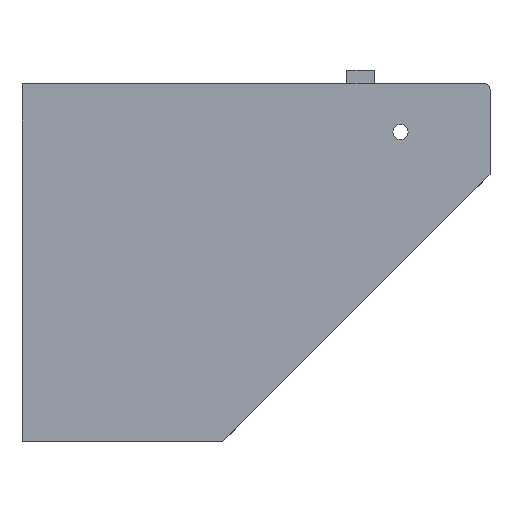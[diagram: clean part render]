
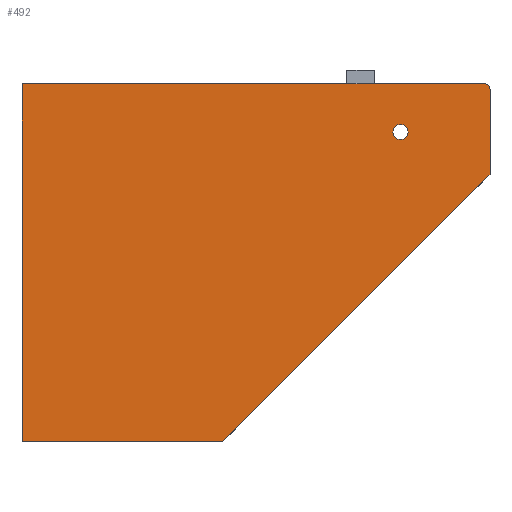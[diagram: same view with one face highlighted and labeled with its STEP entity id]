
A CAD part, top view. The second image highlights one B-rep face of the part: STEP entity #492.
In plain terms, the highlighted planar face has unit normal (0, 0, 1).
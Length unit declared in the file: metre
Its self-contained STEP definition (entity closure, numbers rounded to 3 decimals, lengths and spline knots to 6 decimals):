
#24=CIRCLE('',#532,0.002);
#29=CIRCLE('',#541,0.00275);
#92=ORIENTED_EDGE('',*,*,#195,.F.);
#93=ORIENTED_EDGE('',*,*,#211,.F.);
#94=ORIENTED_EDGE('',*,*,#205,.F.);
#95=ORIENTED_EDGE('',*,*,#198,.F.);
#96=ORIENTED_EDGE('',*,*,#196,.F.);
#97=ORIENTED_EDGE('',*,*,#172,.T.);
#98=ORIENTED_EDGE('',*,*,#213,.T.);
#99=ORIENTED_EDGE('',*,*,#168,.T.);
#100=ORIENTED_EDGE('',*,*,#212,.T.);
#168=EDGE_CURVE('',#235,#236,#280,.T.);
#172=EDGE_CURVE('',#240,#239,#284,.T.);
#195=EDGE_CURVE('',#258,#236,#303,.T.);
#196=EDGE_CURVE('',#240,#259,#24,.T.);
#198=EDGE_CURVE('',#259,#260,#304,.T.);
#205=EDGE_CURVE('',#260,#263,#309,.T.);
#211=EDGE_CURVE('',#263,#258,#313,.T.);
#212=EDGE_CURVE('',#270,#270,#29,.T.);
#213=EDGE_CURVE('',#239,#235,#314,.T.);
#235=VERTEX_POINT('',#705);
#236=VERTEX_POINT('',#706);
#239=VERTEX_POINT('',#712);
#240=VERTEX_POINT('',#714);
#258=VERTEX_POINT('',#757);
#259=VERTEX_POINT('',#761);
#260=VERTEX_POINT('',#768);
#263=VERTEX_POINT('',#776);
#270=VERTEX_POINT('',#795);
#280=LINE('',#704,#331);
#284=LINE('',#713,#335);
#303=LINE('',#758,#354);
#304=LINE('',#767,#355);
#309=LINE('',#781,#360);
#313=LINE('',#792,#364);
#314=LINE('',#797,#365);
#331=VECTOR('',#569,1.);
#335=VECTOR('',#573,1.);
#354=VECTOR('',#606,1.);
#355=VECTOR('',#613,1.);
#360=VECTOR('',#624,1.);
#364=VECTOR('',#634,1.);
#365=VECTOR('',#641,1.);
#397=EDGE_LOOP('',(#92,#93,#94,#95,#96,#97,#98,#99));
#398=EDGE_LOOP('',(#100));
#437=FACE_BOUND('',#397,.T.);
#438=FACE_BOUND('',#398,.T.);
#469=PLANE('',#542);
#492=ADVANCED_FACE('',(#437,#438),#469,.T.);
#532=AXIS2_PLACEMENT_3D('',#760,#609,#610);
#541=AXIS2_PLACEMENT_3D('',#794,#637,#638);
#542=AXIS2_PLACEMENT_3D('',#796,#639,#640);
#569=DIRECTION('',(-1.,0.,0.));
#573=DIRECTION('',(-1.,0.,0.));
#606=DIRECTION('',(0.,1.,0.));
#609=DIRECTION('',(0.,0.,-1.));
#610=DIRECTION('',(0.,1.,0.));
#613=DIRECTION('',(0.,-1.,0.));
#624=DIRECTION('',(-0.707,-0.707,0.));
#634=DIRECTION('',(-1.,0.,0.));
#637=DIRECTION('',(0.,0.,-1.));
#638=DIRECTION('',(-1.,0.,0.));
#639=DIRECTION('',(0.,0.,1.));
#640=DIRECTION('',(1.,0.,0.));
#641=DIRECTION('',(-1.,0.,0.));
#704=CARTESIAN_POINT('',(0.,0.03,0.1175));
#705=CARTESIAN_POINT('',(-0.052015,0.03,0.1175));
#706=CARTESIAN_POINT('',(-0.17,0.03,0.1175));
#712=CARTESIAN_POINT('',(-0.042015,0.03,0.1175));
#713=CARTESIAN_POINT('',(0.,0.03,0.1175));
#714=CARTESIAN_POINT('',(-0.002,0.03,0.1175));
#757=CARTESIAN_POINT('',(-0.17,-0.1,0.1175));
#758=CARTESIAN_POINT('',(-0.17,-0.05,0.1175));
#760=CARTESIAN_POINT('',(-0.002,0.028,0.1175));
#761=CARTESIAN_POINT('',(0.,0.028,0.1175));
#767=CARTESIAN_POINT('',(0.,0.0135,0.1175));
#768=CARTESIAN_POINT('',(0.,-0.003,0.1175));
#776=CARTESIAN_POINT('',(-0.097,-0.1,0.1175));
#781=CARTESIAN_POINT('',(-0.0485,-0.0515,0.1175));
#792=CARTESIAN_POINT('',(-0.1335,-0.1,0.1175));
#794=CARTESIAN_POINT('',(-0.0325,0.0125,0.1175));
#795=CARTESIAN_POINT('',(-0.03525,0.0125,0.1175));
#796=CARTESIAN_POINT('',(-0.107499,-0.035,0.1175));
#797=CARTESIAN_POINT('',(0.,0.03,0.1175));
